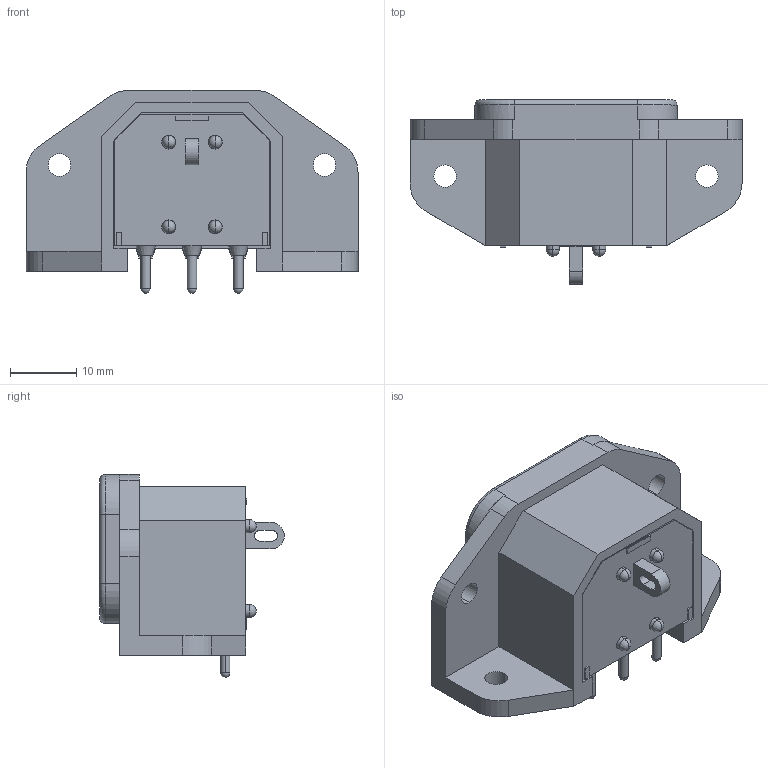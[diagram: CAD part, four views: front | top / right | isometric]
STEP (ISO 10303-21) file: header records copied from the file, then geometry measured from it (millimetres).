
FILE_DESCRIPTION (( 'STEP AP214' ), '1' );
FILE_NAME ('SS-7B-1.STEP', '2013-05-29T01:55:59', ( 'USER' ), ( 'NONE' ), 'SwSTEP 2.0', 'SolidWorks 2010', '' );
FILE_SCHEMA (( 'AUTOMOTIVE_DESIGN' ));
Length unit declared in the file: millimetre
Products named in the file (1): SS-7B-1
Bounding box: 50.1 x 27.85 x 30.65 mm (x, y, z)
Volume: 8928.7 mm3; surface area: 10298.3 mm2
Topology: 5 solids, 5 shells, 386 faces, 1060 edges, 686 vertices
Faces by surface type: plane 259, cylinder 97, torus 21, cone 6, sphere 3
Entity records: 16608 total; most frequent: CARTESIAN_POINT 2292, ORIENTED_EDGE 2102, DIRECTION 2058, EDGE_CURVE 1051, LINE 782, VECTOR 782, VERTEX_POINT 680, AXIS2_PLACEMENT_3D 638
